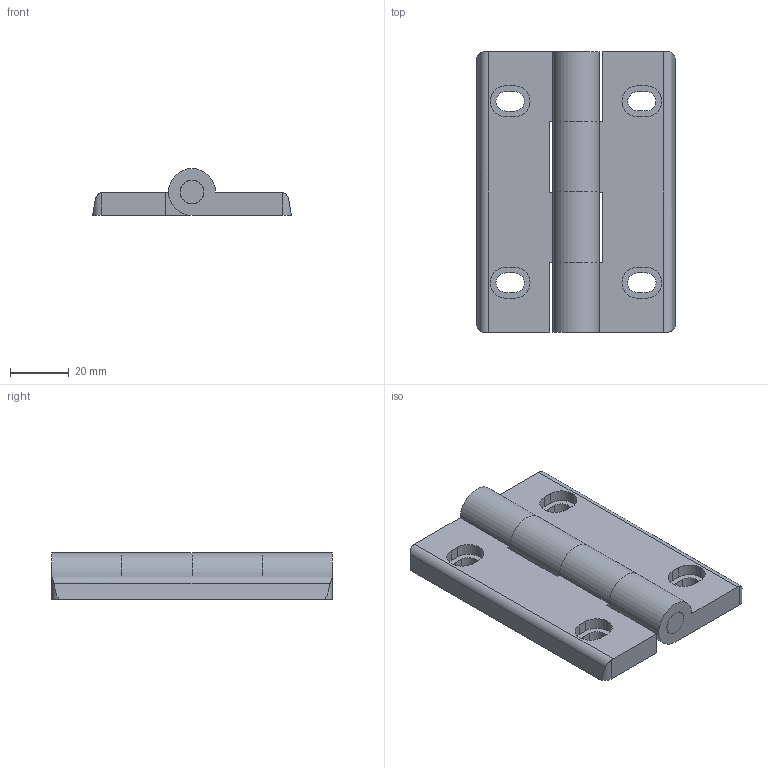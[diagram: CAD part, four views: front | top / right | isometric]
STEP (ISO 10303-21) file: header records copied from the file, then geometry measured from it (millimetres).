
FILE_DESCRIPTION(/* description */ ('STEP AP214'),/* implementation_level */ '2;1');
FILE_NAME(/* name */ '1008614.stp',/* time_stamp */ '2024-05-29T12:54:08+02:00',/* author */ ('b.steehouwer'),/* organization */ ('CADENAS'),/* preprocessor_version */ 'ST-DEVELOPER v18.1',/* originating_system */ 'Autodesk Inventor 2021',/* authorisation */ ' ');
FILE_SCHEMA (('AUTOMOTIVE_DESIGN { 1 0 10303 214 3 1 1 }'));
Length unit declared in the file: millimetre
Products named in the file (4): 1008614; 1008614-1; 1008614-2; 1008614-3
Assembly tree (3 placements, depth 2):
  1008614
    1008614-1
    1008614-2
    1008614-3
Bounding box: 68 x 96 x 16 mm (x, y, z)
Volume: 49747.8 mm3; surface area: 26324.7 mm2
Topology: 3 solids, 3 shells, 191 faces, 489 edges, 323 vertices
Faces by surface type: plane 91, cylinder 91, torus 6, cone 3
Full cylindrical faces by diameter (mm): 8 x8, 9 x3, 9.2 x1, 15 x3
Entity records: 6086 total; most frequent: DIRECTION 1078, CARTESIAN_POINT 1054, ORIENTED_EDGE 978, EDGE_CURVE 489, AXIS2_PLACEMENT_3D 395, VERTEX_POINT 323, LINE 288, VECTOR 288
